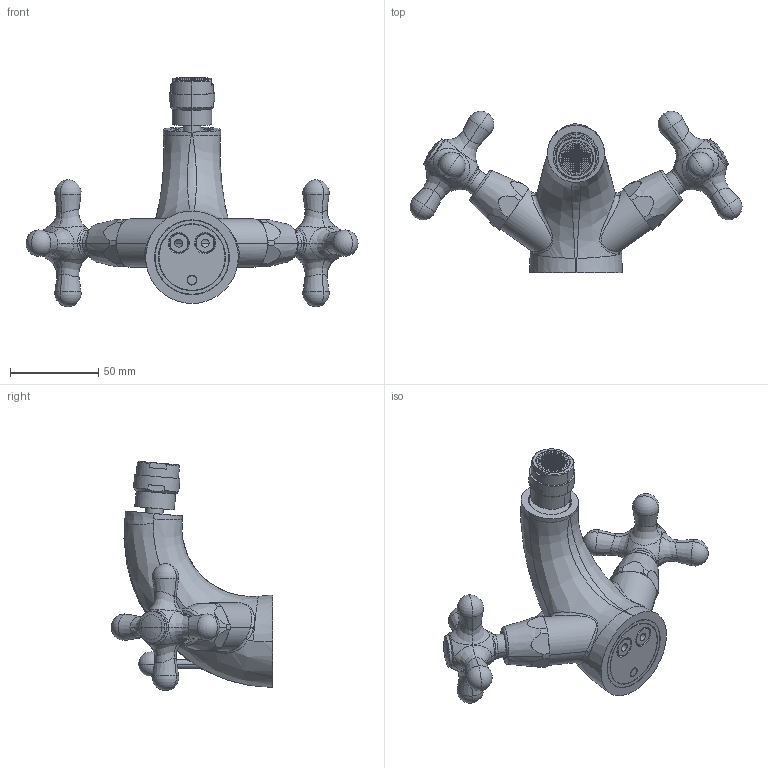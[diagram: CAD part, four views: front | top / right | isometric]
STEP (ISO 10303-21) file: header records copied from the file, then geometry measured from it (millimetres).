
FILE_DESCRIPTION((''),'2;1');
FILE_NAME('IRV135CR','2021-11-11T16:08:18',('ut3'),('PAFFONI SpA'),'CREO PARAMETRIC BY PTC INC, 2020044','CREO PARAMETRIC BY PTC INC, 2020044','');
FILE_SCHEMA(('CONFIG_CONTROL_DESIGN','SHAPE_APPEARANCE_LAYERS_GROUPS'));
Length unit declared in the file: millimetre
Products named in the file (1): IRV135CR
Bounding box: 188.43 x 91.57 x 130.09 mm (x, y, z)
Volume: 180053.7 mm3; surface area: 68406.4 mm2
Topology: 5 solids, 5 shells, 2011 faces, 5783 edges, 3762 vertices
Faces by surface type: plane 1598, cylinder 202, cone 72, bspline 71, torus 46, sphere 22
Entity records: 79721 total; most frequent: CARTESIAN_POINT 19868, ORIENTED_EDGE 11522, DIRECTION 10999, EDGE_CURVE 5761, VECTOR 3887, LINE 3887, VERTEX_POINT 3762, AXIS2_PLACEMENT_3D 3556
